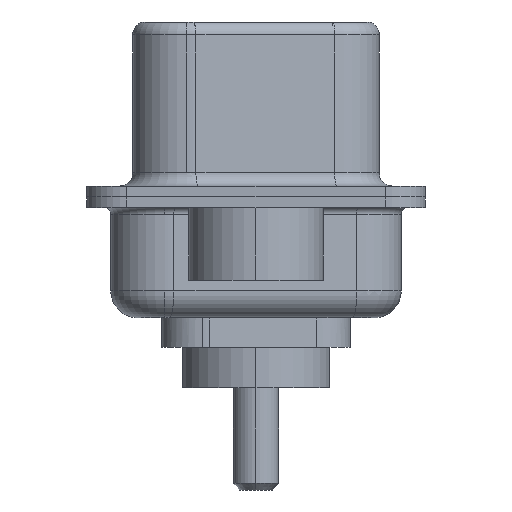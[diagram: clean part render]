
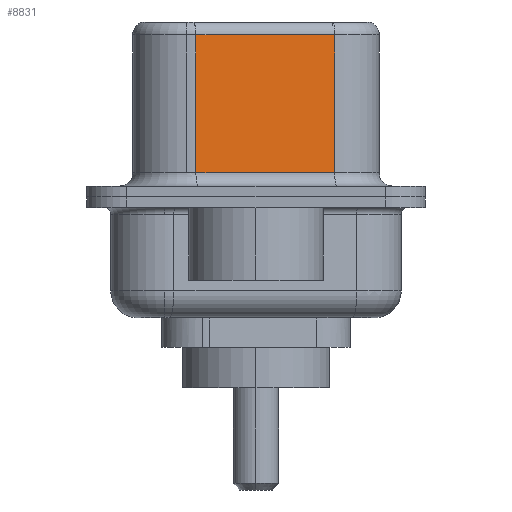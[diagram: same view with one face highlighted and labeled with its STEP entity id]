
A CAD part, left-side view. The second image highlights one B-rep face of the part: STEP entity #8831.
In plain terms, the highlighted planar face has unit normal (-0.985, -0.174, 0).
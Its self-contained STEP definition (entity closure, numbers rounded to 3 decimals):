
#910 = ORIENTED_EDGE ( 'NONE', *, *, #5735, .T. ) ;
#1910 = ORIENTED_EDGE ( 'NONE', *, *, #4736, .T. ) ;
#1949 = VERTEX_POINT ( 'NONE', #2967 ) ;
#2483 = VECTOR ( 'NONE', #8256, 1000. ) ;
#2695 = LINE ( 'NONE', #11214, #9683 ) ;
#2967 = CARTESIAN_POINT ( 'NONE',  ( 4.58, -2.927, 0.9 ) ) ;
#3210 = VERTEX_POINT ( 'NONE', #16045 ) ;
#3664 = PLANE ( 'NONE',  #8313 ) ;
#3981 = EDGE_CURVE ( 'NONE', #3210, #1949, #15904, .T. ) ;
#4064 = CARTESIAN_POINT ( 'NONE',  ( 4.58, -2.927, 0.9 ) ) ;
#4284 = EDGE_LOOP ( 'NONE', ( #12865, #14867, #910, #1910 ) ) ;
#4736 = EDGE_CURVE ( 'NONE', #8078, #1949, #4832, .T. ) ;
#4832 = LINE ( 'NONE', #4064, #6949 ) ;
#5735 = EDGE_CURVE ( 'NONE', #7439, #8078, #2695, .T. ) ;
#5867 = EDGE_CURVE ( 'NONE', #3210, #7439, #14869, .T. ) ;
#6949 = VECTOR ( 'NONE', #14044, 1000. ) ;
#7439 = VERTEX_POINT ( 'NONE', #15508 ) ;
#7749 = DIRECTION ( 'NONE',  ( 0., 0., -1. ) ) ;
#8078 = VERTEX_POINT ( 'NONE', #10975 ) ;
#8256 = DIRECTION ( 'NONE',  ( -0.174, 0.985, 0. ) ) ;
#8313 = AXIS2_PLACEMENT_3D ( 'NONE', #11003, #8606, #13505 ) ;
#8606 = DIRECTION ( 'NONE',  ( 0.985, 0.174, 0. ) ) ;
#8831 = ADVANCED_FACE ( 'NONE', ( #11862 ), #3664, .F. ) ;
#9044 = CARTESIAN_POINT ( 'NONE',  ( 4.58, -2.927, 6.52 ) ) ;
#9683 = VECTOR ( 'NONE', #13362, 1000. ) ;
#10975 = CARTESIAN_POINT ( 'NONE',  ( 3.67, 2.233, 0.9 ) ) ;
#11003 = CARTESIAN_POINT ( 'NONE',  ( 4.58, -2.927, 6.52 ) ) ;
#11214 = CARTESIAN_POINT ( 'NONE',  ( 3.67, 2.233, 6.52 ) ) ;
#11862 = FACE_OUTER_BOUND ( 'NONE', #4284, .T. ) ;
#12202 = VECTOR ( 'NONE', #7749, 1000. ) ;
#12865 = ORIENTED_EDGE ( 'NONE', *, *, #3981, .F. ) ;
#12902 = CARTESIAN_POINT ( 'NONE',  ( 4.58, -2.927, 6.02 ) ) ;
#13362 = DIRECTION ( 'NONE',  ( 0., 0., -1. ) ) ;
#13505 = DIRECTION ( 'NONE',  ( -0.174, 0.985, 0. ) ) ;
#14044 = DIRECTION ( 'NONE',  ( 0.174, -0.985, 0. ) ) ;
#14867 = ORIENTED_EDGE ( 'NONE', *, *, #5867, .T. ) ;
#14869 = LINE ( 'NONE', #12902, #2483 ) ;
#15508 = CARTESIAN_POINT ( 'NONE',  ( 3.67, 2.233, 6.02 ) ) ;
#15904 = LINE ( 'NONE', #9044, #12202 ) ;
#16045 = CARTESIAN_POINT ( 'NONE',  ( 4.58, -2.927, 6.02 ) ) ;
